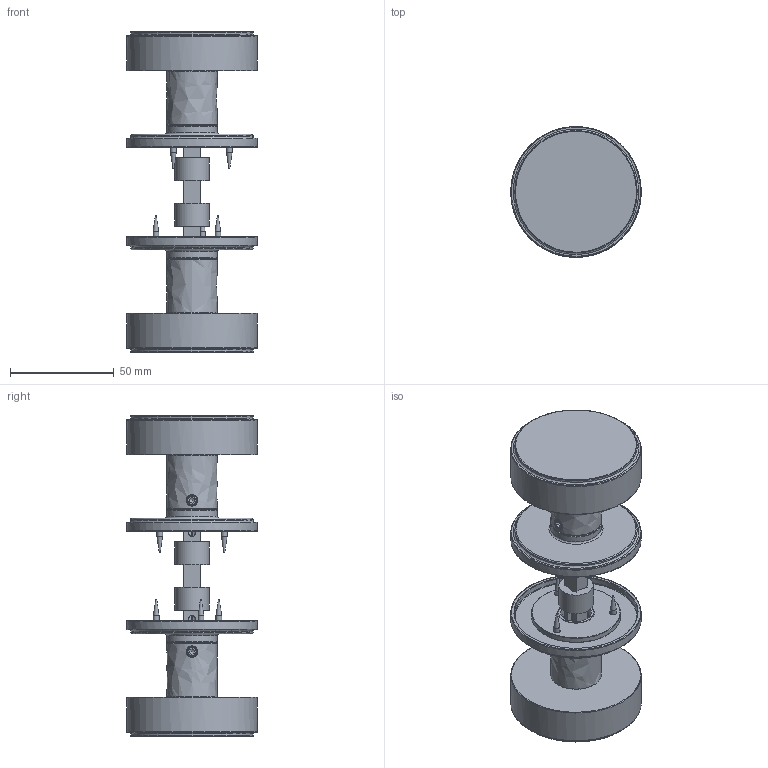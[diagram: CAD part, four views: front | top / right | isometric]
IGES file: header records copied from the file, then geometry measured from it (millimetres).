
Global section: file name: PK8065BR63; native system: Autodesk Inventor 2024; preprocessor: unknown; author: rclarke; date: 20250319.132235; units: millimetre
Bounding box: 63 x 63 x 155 mm (x, y, z)
Volume: 177479.9 mm3; surface area: 62799.3 mm2
Topology: 25 solids, 25 shells, 438 faces, 1182 edges, 826 vertices
Faces by surface type: bspline 438
